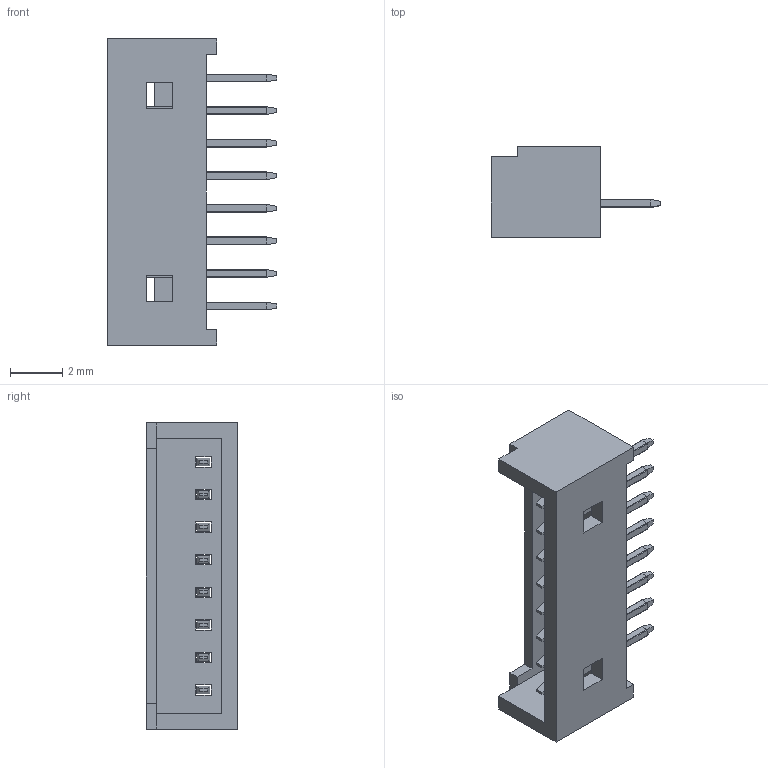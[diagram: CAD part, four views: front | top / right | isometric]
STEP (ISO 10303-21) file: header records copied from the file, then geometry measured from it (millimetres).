
FILE_DESCRIPTION (( 'STEP AP214' ), '1' );
FILE_NAME ('XH1_25P8TV.STEP', '2022-05-12T06:21:16', ( 'boksop' ), ( '' ), 'SwSTEP 2.0', 'SolidWorks 2020', '' );
FILE_SCHEMA (( 'AUTOMOTIVE_DESIGN' ));
Length unit declared in the file: millimetre
Products named in the file (1): XH1_25P8TV
Bounding box: 6.5 x 3.5 x 11.75 mm (x, y, z)
Volume: 74 mm3; surface area: 322.9 mm2
Topology: 9 solids, 9 shells, 238 faces, 626 edges, 406 vertices
Faces by surface type: plane 206, cylinder 32
Entity records: 9934 total; most frequent: CARTESIAN_POINT 1463, ORIENTED_EDGE 1252, DIRECTION 1072, EDGE_CURVE 626, LINE 530, VECTOR 530, VERTEX_POINT 406, AXIS2_PLACEMENT_3D 271
